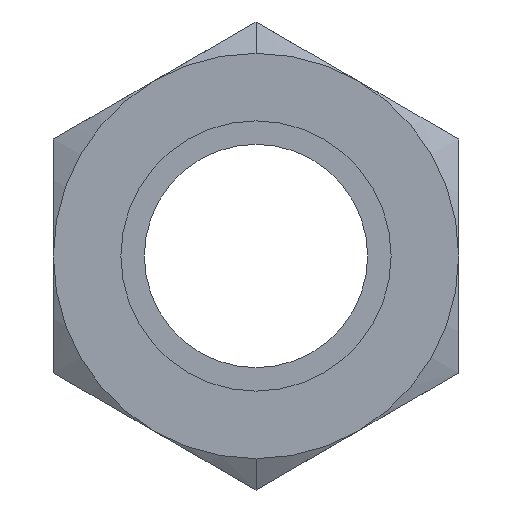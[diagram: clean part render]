
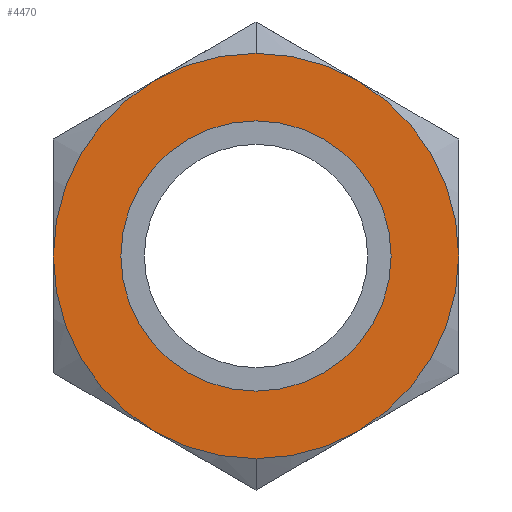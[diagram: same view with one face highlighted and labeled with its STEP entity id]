
A CAD part, left-side view. The second image highlights one B-rep face of the part: STEP entity #4470.
In plain terms, the highlighted planar face has unit normal (-1, 0, 0).
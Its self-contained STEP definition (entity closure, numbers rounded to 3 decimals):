
#226 = EDGE_CURVE ( 'NONE', #6579, #8058, #5031, .T. ) ;
#359 = CARTESIAN_POINT ( 'NONE',  ( 0., 0., -9.525 ) ) ;
#448 = CARTESIAN_POINT ( 'NONE',  ( 0., 0., 0. ) ) ;
#587 = FACE_BOUND ( 'NONE', #1724, .T. ) ;
#829 = CARTESIAN_POINT ( 'NONE',  ( 0., 0., -14.285 ) ) ;
#1359 = DIRECTION ( 'NONE',  ( 1., 0., 0. ) ) ;
#1493 = CARTESIAN_POINT ( 'NONE',  ( 0., 0., 14.285 ) ) ;
#1724 = EDGE_LOOP ( 'NONE', ( #5580, #8359 ) ) ;
#2104 = FACE_OUTER_BOUND ( 'NONE', #9351, .T. ) ;
#2298 = AXIS2_PLACEMENT_3D ( 'NONE', #4141, #5612, #2531 ) ;
#2444 = EDGE_CURVE ( 'NONE', #8058, #6579, #7149, .T. ) ;
#2468 = VERTEX_POINT ( 'NONE', #359 ) ;
#2531 = DIRECTION ( 'NONE',  ( 0., 0., -1. ) ) ;
#3505 = DIRECTION ( 'NONE',  ( 0., 0., 1. ) ) ;
#3618 = EDGE_CURVE ( 'NONE', #2468, #8450, #6214, .T. ) ;
#4141 = CARTESIAN_POINT ( 'NONE',  ( 0., 0., 0. ) ) ;
#4270 = DIRECTION ( 'NONE',  ( -1., 0., 0. ) ) ;
#4318 = CARTESIAN_POINT ( 'NONE',  ( 0., 0., 7.143 ) ) ;
#4470 = ADVANCED_FACE ( 'NONE', ( #587, #2104 ), #5142, .T. ) ;
#5031 = CIRCLE ( 'NONE', #8941, 14.285 ) ;
#5044 = DIRECTION ( 'NONE',  ( 0., 0., -1. ) ) ;
#5121 = AXIS2_PLACEMENT_3D ( 'NONE', #4318, #4270, #9561 ) ;
#5142 = PLANE ( 'NONE',  #5121 ) ;
#5298 = CIRCLE ( 'NONE', #7029, 9.525 ) ;
#5580 = ORIENTED_EDGE ( 'NONE', *, *, #3618, .T. ) ;
#5612 = DIRECTION ( 'NONE',  ( 1., 0., 0. ) ) ;
#5813 = ORIENTED_EDGE ( 'NONE', *, *, #2444, .F. ) ;
#6214 = CIRCLE ( 'NONE', #7475, 9.525 ) ;
#6432 = DIRECTION ( 'NONE',  ( 0., 0., 1. ) ) ;
#6489 = CARTESIAN_POINT ( 'NONE',  ( 0., 0., 0. ) ) ;
#6579 = VERTEX_POINT ( 'NONE', #1493 ) ;
#6655 = CARTESIAN_POINT ( 'NONE',  ( 0., 0., 0. ) ) ;
#6753 = EDGE_CURVE ( 'NONE', #8450, #2468, #5298, .T. ) ;
#7029 = AXIS2_PLACEMENT_3D ( 'NONE', #6489, #8699, #3505 ) ;
#7077 = CARTESIAN_POINT ( 'NONE',  ( 0., 0., 9.525 ) ) ;
#7125 = ORIENTED_EDGE ( 'NONE', *, *, #226, .F. ) ;
#7149 = CIRCLE ( 'NONE', #2298, 14.285 ) ;
#7475 = AXIS2_PLACEMENT_3D ( 'NONE', #6655, #1359, #5044 ) ;
#8058 = VERTEX_POINT ( 'NONE', #829 ) ;
#8359 = ORIENTED_EDGE ( 'NONE', *, *, #6753, .T. ) ;
#8450 = VERTEX_POINT ( 'NONE', #7077 ) ;
#8699 = DIRECTION ( 'NONE',  ( 1., 0., 0. ) ) ;
#8941 = AXIS2_PLACEMENT_3D ( 'NONE', #448, #9237, #6432 ) ;
#9237 = DIRECTION ( 'NONE',  ( 1., 0., 0. ) ) ;
#9351 = EDGE_LOOP ( 'NONE', ( #7125, #5813 ) ) ;
#9561 = DIRECTION ( 'NONE',  ( 0., 0., 1. ) ) ;
